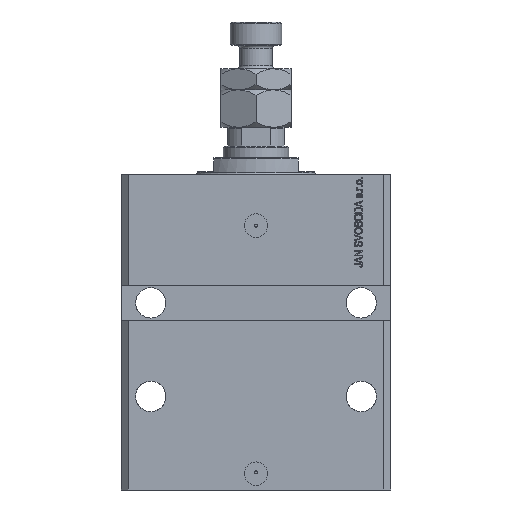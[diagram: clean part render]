
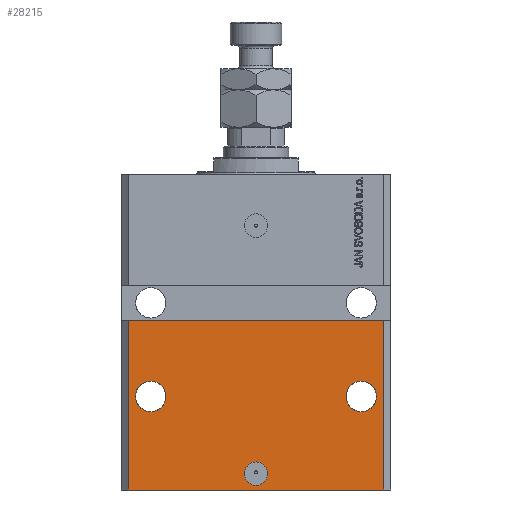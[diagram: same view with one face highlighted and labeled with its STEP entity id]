
A CAD part, front view. The second image highlights one B-rep face of the part: STEP entity #28215.
In plain terms, the highlighted planar face has unit normal (0, -1, 0).
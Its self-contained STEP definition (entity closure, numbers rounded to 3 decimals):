
#85 = FACE_BOUND ( 'NONE', #47556, .T. ) ;
#396 = ORIENTED_EDGE ( 'NONE', *, *, #36915, .T. ) ;
#399 = CARTESIAN_POINT ( 'NONE',  ( 0., -45., -128. ) ) ;
#896 = LINE ( 'NONE', #12328, #18095 ) ;
#1051 = CIRCLE ( 'NONE', #20976, 6.5 ) ;
#1236 = ORIENTED_EDGE ( 'NONE', *, *, #12513, .F. ) ;
#1542 = VECTOR ( 'NONE', #32807, 1000. ) ;
#1652 = EDGE_CURVE ( 'NONE', #6191, #20906, #28153, .T. ) ;
#2956 = CARTESIAN_POINT ( 'NONE',  ( 5., -45., -128. ) ) ;
#3963 = AXIS2_PLACEMENT_3D ( 'NONE', #10399, #41618, #18473 ) ;
#6191 = VERTEX_POINT ( 'NONE', #50733 ) ;
#6366 = VERTEX_POINT ( 'NONE', #14297 ) ;
#7350 = FACE_BOUND ( 'NONE', #30362, .T. ) ;
#7799 = CARTESIAN_POINT ( 'NONE',  ( 54.5, -45., -62.5 ) ) ;
#8364 = LINE ( 'NONE', #43991, #1542 ) ;
#8709 = VECTOR ( 'NONE', #47783, 1000. ) ;
#9107 = DIRECTION ( 'NONE',  ( 0., -1., 0. ) ) ;
#9681 = EDGE_CURVE ( 'NONE', #36720, #14619, #1051, .T. ) ;
#10153 = ORIENTED_EDGE ( 'NONE', *, *, #29176, .F. ) ;
#10399 = CARTESIAN_POINT ( 'NONE',  ( 45., -45., -95. ) ) ;
#11123 = CARTESIAN_POINT ( 'NONE',  ( 54.5, -45., -135. ) ) ;
#12310 = ORIENTED_EDGE ( 'NONE', *, *, #30261, .F. ) ;
#12328 = CARTESIAN_POINT ( 'NONE',  ( -57.5, -45., -62.5 ) ) ;
#12513 = EDGE_CURVE ( 'NONE', #13263, #6366, #40182, .T. ) ;
#12516 = DIRECTION ( 'NONE',  ( 1., 0., 0. ) ) ;
#13187 = ORIENTED_EDGE ( 'NONE', *, *, #9681, .F. ) ;
#13263 = VERTEX_POINT ( 'NONE', #2956 ) ;
#13408 = CARTESIAN_POINT ( 'NONE',  ( 51.5, -45., -95. ) ) ;
#14011 = DIRECTION ( 'NONE',  ( 1., 0., 0. ) ) ;
#14297 = CARTESIAN_POINT ( 'NONE',  ( -5., -45., -128. ) ) ;
#14482 = CARTESIAN_POINT ( 'NONE',  ( -54.5, -45., -135. ) ) ;
#14619 = VERTEX_POINT ( 'NONE', #39105 ) ;
#15683 = CARTESIAN_POINT ( 'NONE',  ( -54.5, -45., -135. ) ) ;
#16300 = AXIS2_PLACEMENT_3D ( 'NONE', #15683, #27632, #39587 ) ;
#16330 = CARTESIAN_POINT ( 'NONE',  ( -54.5, -45., -135. ) ) ;
#16513 = DIRECTION ( 'NONE',  ( 0., -1., 0. ) ) ;
#18095 = VECTOR ( 'NONE', #28200, 1000. ) ;
#18473 = DIRECTION ( 'NONE',  ( 1., 0., 0. ) ) ;
#19322 = PLANE ( 'NONE',  #16300 ) ;
#20269 = AXIS2_PLACEMENT_3D ( 'NONE', #22316, #34284, #14011 ) ;
#20318 = CARTESIAN_POINT ( 'NONE',  ( 45., -45., -95. ) ) ;
#20906 = VERTEX_POINT ( 'NONE', #26134 ) ;
#20976 = AXIS2_PLACEMENT_3D ( 'NONE', #20318, #32805, #12516 ) ;
#22316 = CARTESIAN_POINT ( 'NONE',  ( 0., -45., -128. ) ) ;
#23279 = CIRCLE ( 'NONE', #41545, 6.5 ) ;
#23722 = CARTESIAN_POINT ( 'NONE',  ( 54.5, -45., -135. ) ) ;
#24291 = VERTEX_POINT ( 'NONE', #16330 ) ;
#26134 = CARTESIAN_POINT ( 'NONE',  ( -38.5, -45., -95. ) ) ;
#26378 = CARTESIAN_POINT ( 'NONE',  ( -54.5, -45., -62.5 ) ) ;
#26809 = CARTESIAN_POINT ( 'NONE',  ( -45., -45., -95. ) ) ;
#27375 = FACE_BOUND ( 'NONE', #39259, .T. ) ;
#27632 = DIRECTION ( 'NONE',  ( 0., -1., 0. ) ) ;
#28095 = VERTEX_POINT ( 'NONE', #23722 ) ;
#28153 = CIRCLE ( 'NONE', #33133, 6.5 ) ;
#28200 = DIRECTION ( 'NONE',  ( 1., 0., 0. ) ) ;
#28215 = ADVANCED_FACE ( 'NONE', ( #7350, #85, #27375, #31806 ), #19322, .T. ) ;
#28421 = VERTEX_POINT ( 'NONE', #7799 ) ;
#28807 = EDGE_CURVE ( 'NONE', #28095, #28421, #43362, .T. ) ;
#29176 = EDGE_CURVE ( 'NONE', #6366, #13263, #32005, .T. ) ;
#29402 = EDGE_LOOP ( 'NONE', ( #35467, #12310, #396, #39288 ) ) ;
#30261 = EDGE_CURVE ( 'NONE', #24291, #33216, #50080, .T. ) ;
#30362 = EDGE_LOOP ( 'NONE', ( #1236, #10153 ) ) ;
#31373 = DIRECTION ( 'NONE',  ( 0., 0., 1. ) ) ;
#31806 = FACE_OUTER_BOUND ( 'NONE', #29402, .T. ) ;
#32005 = CIRCLE ( 'NONE', #32834, 5. ) ;
#32805 = DIRECTION ( 'NONE',  ( 0., -1., 0. ) ) ;
#32807 = DIRECTION ( 'NONE',  ( 1., 0., 0. ) ) ;
#32834 = AXIS2_PLACEMENT_3D ( 'NONE', #399, #16513, #47716 ) ;
#33133 = AXIS2_PLACEMENT_3D ( 'NONE', #43704, #9107, #36923 ) ;
#33216 = VERTEX_POINT ( 'NONE', #26378 ) ;
#34284 = DIRECTION ( 'NONE',  ( 0., -1., 0. ) ) ;
#34660 = EDGE_CURVE ( 'NONE', #14619, #36720, #51270, .T. ) ;
#34714 = ORIENTED_EDGE ( 'NONE', *, *, #34660, .F. ) ;
#34798 = ORIENTED_EDGE ( 'NONE', *, *, #1652, .F. ) ;
#35467 = ORIENTED_EDGE ( 'NONE', *, *, #51219, .F. ) ;
#36720 = VERTEX_POINT ( 'NONE', #13408 ) ;
#36915 = EDGE_CURVE ( 'NONE', #24291, #28095, #8364, .T. ) ;
#36923 = DIRECTION ( 'NONE',  ( -1., 0., 0. ) ) ;
#38256 = DIRECTION ( 'NONE',  ( -1., 0., 0. ) ) ;
#39105 = CARTESIAN_POINT ( 'NONE',  ( 38.5, -45., -95. ) ) ;
#39259 = EDGE_LOOP ( 'NONE', ( #39729, #34798 ) ) ;
#39288 = ORIENTED_EDGE ( 'NONE', *, *, #28807, .T. ) ;
#39587 = DIRECTION ( 'NONE',  ( 1., 0., 0. ) ) ;
#39729 = ORIENTED_EDGE ( 'NONE', *, *, #44266, .F. ) ;
#40182 = CIRCLE ( 'NONE', #20269, 5. ) ;
#41545 = AXIS2_PLACEMENT_3D ( 'NONE', #26809, #42410, #38256 ) ;
#41618 = DIRECTION ( 'NONE',  ( 0., -1., 0. ) ) ;
#41958 = VECTOR ( 'NONE', #31373, 1000. ) ;
#42410 = DIRECTION ( 'NONE',  ( 0., -1., 0. ) ) ;
#43362 = LINE ( 'NONE', #11123, #8709 ) ;
#43704 = CARTESIAN_POINT ( 'NONE',  ( -45., -45., -95. ) ) ;
#43991 = CARTESIAN_POINT ( 'NONE',  ( -54.5, -45., -135. ) ) ;
#44266 = EDGE_CURVE ( 'NONE', #20906, #6191, #23279, .T. ) ;
#47556 = EDGE_LOOP ( 'NONE', ( #13187, #34714 ) ) ;
#47716 = DIRECTION ( 'NONE',  ( 1., 0., 0. ) ) ;
#47783 = DIRECTION ( 'NONE',  ( 0., 0., 1. ) ) ;
#50080 = LINE ( 'NONE', #14482, #41958 ) ;
#50733 = CARTESIAN_POINT ( 'NONE',  ( -51.5, -45., -95. ) ) ;
#51219 = EDGE_CURVE ( 'NONE', #33216, #28421, #896, .T. ) ;
#51270 = CIRCLE ( 'NONE', #3963, 6.5 ) ;
